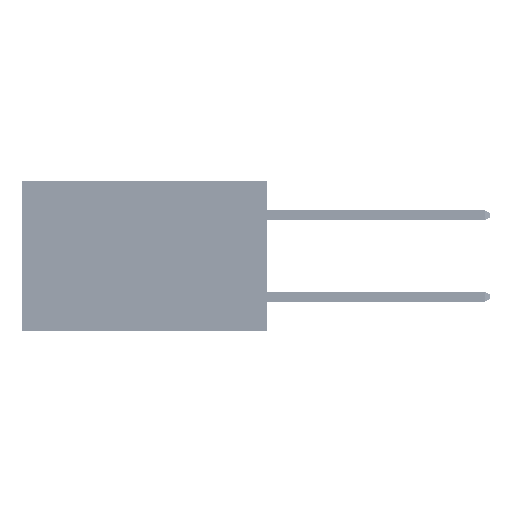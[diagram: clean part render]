
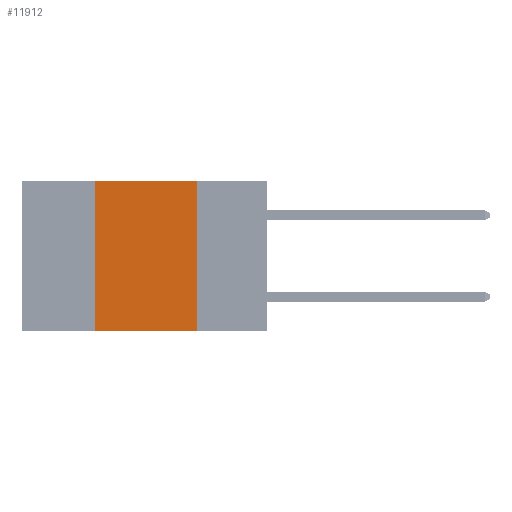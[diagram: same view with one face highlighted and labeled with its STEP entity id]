
A CAD part, left-side view. The second image highlights one B-rep face of the part: STEP entity #11912.
In plain terms, the highlighted planar face has unit normal (-1, 0, 0).
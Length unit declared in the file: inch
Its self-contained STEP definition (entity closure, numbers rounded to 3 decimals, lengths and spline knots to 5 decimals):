
#2202 = DIRECTION ( 'NONE',  ( 0., -1., 0. ) ) ;
#2799 = CARTESIAN_POINT ( 'NONE',  ( 0., 0.17, 0. ) ) ;
#3400 = EDGE_CURVE ( 'NONE', #7517, #33370, #32399, .T. ) ;
#6358 = LINE ( 'NONE', #20462, #7498 ) ;
#6542 = CARTESIAN_POINT ( 'NONE',  ( 0., 0.17, 0. ) ) ;
#6807 = CARTESIAN_POINT ( 'NONE',  ( 0., 0.6, 0. ) ) ;
#7498 = VECTOR ( 'NONE', #2202, 39.37008 ) ;
#7517 = VERTEX_POINT ( 'NONE', #34987 ) ;
#8478 = ORIENTED_EDGE ( 'NONE', *, *, #24408, .F. ) ;
#10069 = VECTOR ( 'NONE', #10485, 39.37008 ) ;
#10406 = CARTESIAN_POINT ( 'NONE',  ( 0., 0.42, -0.37 ) ) ;
#10485 = DIRECTION ( 'NONE',  ( 0., -1., 0. ) ) ;
#11912 = ADVANCED_FACE ( 'NONE', ( #26037 ), #17891, .F. ) ;
#12506 = ORIENTED_EDGE ( 'NONE', *, *, #35799, .T. ) ;
#14615 = AXIS2_PLACEMENT_3D ( 'NONE', #25227, #39981, #43664 ) ;
#17891 = PLANE ( 'NONE',  #14615 ) ;
#17936 = DIRECTION ( 'NONE',  ( 0., 0., -1. ) ) ;
#18674 = EDGE_LOOP ( 'NONE', ( #8478, #46308, #45261, #12506 ) ) ;
#20462 = CARTESIAN_POINT ( 'NONE',  ( 0., 0.6, -0.37 ) ) ;
#22070 = LINE ( 'NONE', #6542, #35814 ) ;
#24408 = EDGE_CURVE ( 'NONE', #33370, #40585, #22070, .T. ) ;
#25227 = CARTESIAN_POINT ( 'NONE',  ( 0., 0.6, 0. ) ) ;
#25725 = LINE ( 'NONE', #35312, #30852 ) ;
#26037 = FACE_OUTER_BOUND ( 'NONE', #18674, .T. ) ;
#26645 = VERTEX_POINT ( 'NONE', #10406 ) ;
#30852 = VECTOR ( 'NONE', #46381, 39.37008 ) ;
#32399 = LINE ( 'NONE', #6807, #10069 ) ;
#33370 = VERTEX_POINT ( 'NONE', #2799 ) ;
#34987 = CARTESIAN_POINT ( 'NONE',  ( 0., 0.42, 0. ) ) ;
#35312 = CARTESIAN_POINT ( 'NONE',  ( 0., 0.42, 0. ) ) ;
#35799 = EDGE_CURVE ( 'NONE', #26645, #40585, #6358, .T. ) ;
#35814 = VECTOR ( 'NONE', #17936, 39.37008 ) ;
#38370 = CARTESIAN_POINT ( 'NONE',  ( 0., 0.17, -0.37 ) ) ;
#39981 = DIRECTION ( 'NONE',  ( 1., 0., 0. ) ) ;
#40585 = VERTEX_POINT ( 'NONE', #38370 ) ;
#43664 = DIRECTION ( 'NONE',  ( 0., 0., -1. ) ) ;
#43876 = EDGE_CURVE ( 'NONE', #26645, #7517, #25725, .T. ) ;
#45261 = ORIENTED_EDGE ( 'NONE', *, *, #43876, .F. ) ;
#46308 = ORIENTED_EDGE ( 'NONE', *, *, #3400, .F. ) ;
#46381 = DIRECTION ( 'NONE',  ( 0., 0., 1. ) ) ;
